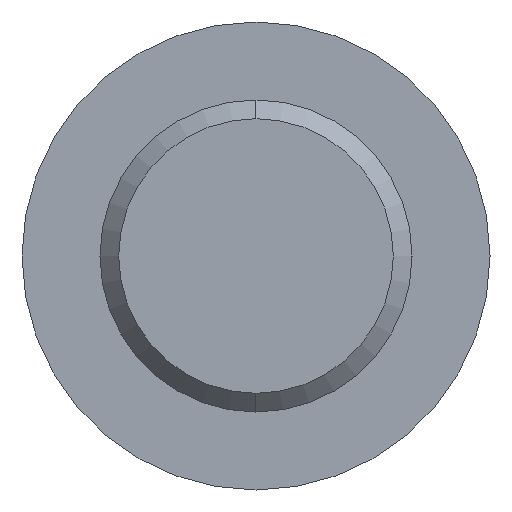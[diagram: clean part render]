
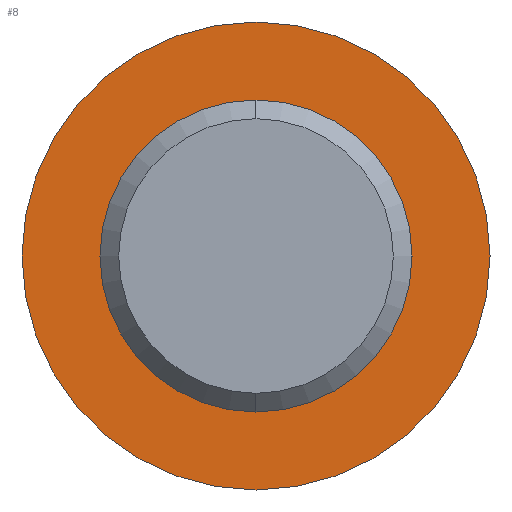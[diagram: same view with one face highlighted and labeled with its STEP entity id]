
A CAD part, left-side view. The second image highlights one B-rep face of the part: STEP entity #8.
In plain terms, the highlighted planar face has unit normal (-1, 0, 0).
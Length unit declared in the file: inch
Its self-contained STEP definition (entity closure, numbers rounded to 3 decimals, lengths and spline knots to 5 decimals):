
#8 = ADVANCED_FACE ( 'NONE', ( #32, #397 ), #316, .F. ) ;
#32 = FACE_BOUND ( 'NONE', #84, .T. ) ;
#44 = DIRECTION ( 'NONE',  ( -1., 0., 0. ) ) ;
#59 = CARTESIAN_POINT ( 'NONE',  ( 0., 0., 0. ) ) ;
#62 = DIRECTION ( 'NONE',  ( 1., 0., 0. ) ) ;
#68 = DIRECTION ( 'NONE',  ( 1., 0., 0. ) ) ;
#84 = EDGE_LOOP ( 'NONE', ( #395, #457 ) ) ;
#89 = EDGE_CURVE ( 'NONE', #293, #296, #259, .T. ) ;
#92 = AXIS2_PLACEMENT_3D ( 'NONE', #334, #44, #126 ) ;
#99 = CARTESIAN_POINT ( 'NONE',  ( 0., 0., 0. ) ) ;
#126 = DIRECTION ( 'NONE',  ( 0., 0., 1. ) ) ;
#141 = CARTESIAN_POINT ( 'NONE',  ( 0., 0., 0.1405 ) ) ;
#143 = AXIS2_PLACEMENT_3D ( 'NONE', #348, #68, #186 ) ;
#149 = CARTESIAN_POINT ( 'NONE',  ( 0., 0., 0. ) ) ;
#151 = EDGE_CURVE ( 'NONE', #296, #293, #154, .T. ) ;
#154 = CIRCLE ( 'NONE', #143, 0.375 ) ;
#163 = CARTESIAN_POINT ( 'NONE',  ( 0., 0., 0.375 ) ) ;
#169 = ORIENTED_EDGE ( 'NONE', *, *, #89, .F. ) ;
#186 = DIRECTION ( 'NONE',  ( 0., 0., -1. ) ) ;
#190 = AXIS2_PLACEMENT_3D ( 'NONE', #149, #498, #407 ) ;
#226 = DIRECTION ( 'NONE',  ( -1., 0., 0. ) ) ;
#244 = CIRCLE ( 'NONE', #92, 0.1405 ) ;
#259 = CIRCLE ( 'NONE', #313, 0.375 ) ;
#285 = VERTEX_POINT ( 'NONE', #372 ) ;
#293 = VERTEX_POINT ( 'NONE', #422 ) ;
#296 = VERTEX_POINT ( 'NONE', #163 ) ;
#313 = AXIS2_PLACEMENT_3D ( 'NONE', #99, #62, #524 ) ;
#316 = PLANE ( 'NONE',  #190 ) ;
#323 = EDGE_CURVE ( 'NONE', #538, #285, #244, .T. ) ;
#334 = CARTESIAN_POINT ( 'NONE',  ( 0., 0., 0. ) ) ;
#348 = CARTESIAN_POINT ( 'NONE',  ( 0., 0., 0. ) ) ;
#370 = ORIENTED_EDGE ( 'NONE', *, *, #151, .F. ) ;
#372 = CARTESIAN_POINT ( 'NONE',  ( 0., 0., -0.1405 ) ) ;
#390 = DIRECTION ( 'NONE',  ( 0., 0., 1. ) ) ;
#395 = ORIENTED_EDGE ( 'NONE', *, *, #323, .F. ) ;
#397 = FACE_OUTER_BOUND ( 'NONE', #443, .T. ) ;
#407 = DIRECTION ( 'NONE',  ( 0., 0., -1. ) ) ;
#422 = CARTESIAN_POINT ( 'NONE',  ( 0., 0., -0.375 ) ) ;
#443 = EDGE_LOOP ( 'NONE', ( #169, #370 ) ) ;
#457 = ORIENTED_EDGE ( 'NONE', *, *, #552, .F. ) ;
#495 = CIRCLE ( 'NONE', #557, 0.1405 ) ;
#498 = DIRECTION ( 'NONE',  ( 1., 0., 0. ) ) ;
#524 = DIRECTION ( 'NONE',  ( 0., 0., -1. ) ) ;
#538 = VERTEX_POINT ( 'NONE', #141 ) ;
#552 = EDGE_CURVE ( 'NONE', #285, #538, #495, .T. ) ;
#557 = AXIS2_PLACEMENT_3D ( 'NONE', #59, #226, #390 ) ;
